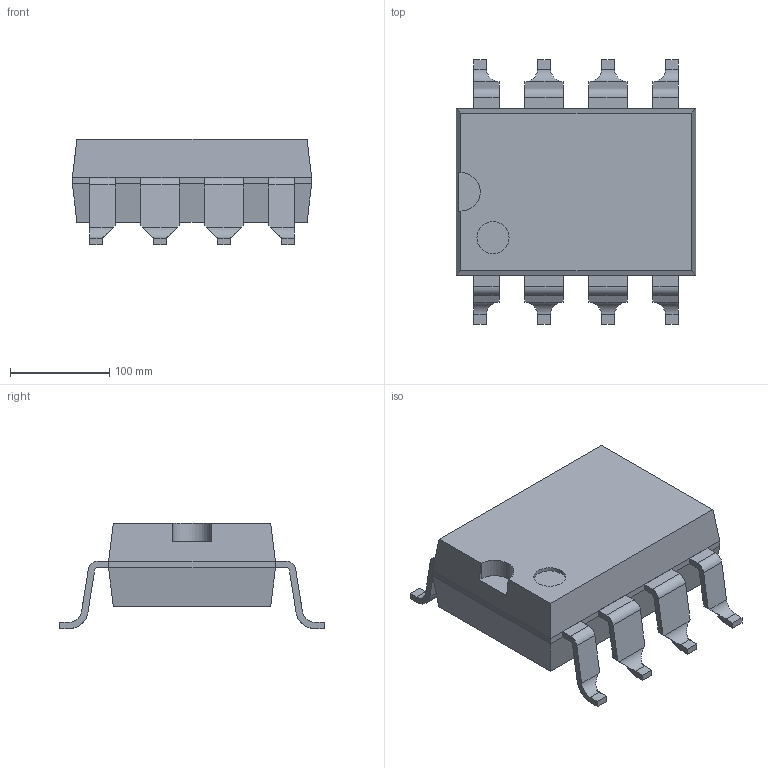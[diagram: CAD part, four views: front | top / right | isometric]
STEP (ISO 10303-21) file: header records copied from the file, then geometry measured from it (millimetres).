
FILE_DESCRIPTION (( 'STEP AP214' ), '1' );
FILE_NAME ('User Library-8-DUB.STEP', '2013-03-19T14:15:38', ( 'Windows User' ), ( '' ), 'SwSTEP 2.0', 'SolidWorks 2013', '' );
FILE_SCHEMA (( 'AUTOMOTIVE_DESIGN' ));
Length unit declared in the file: inch
Products named in the file (12): User Library-8-DUB_Imported_11; User Library-8-DUB_Imported_10; User Library-8-DUB_Imported_9; User Library-8-DUB_Imported_8; User Library-8-DUB_Imported_7; User Library-8-DUB_Imported_6; User Library-8-DUB_Imported_5; User Library-8-DUB_Imported_4; User Library-8-DUB_Imported_3; User Library-8-DUB_Imported_2; User Library-8-DUB_Imported; User Library-8-DUB
Assembly tree (11 placements, depth 2):
  User Library-8-DUB
    User Library-8-DUB_Imported
    User Library-8-DUB_Imported_2
    User Library-8-DUB_Imported_3
    User Library-8-DUB_Imported_4
    User Library-8-DUB_Imported_5
    User Library-8-DUB_Imported_6
    User Library-8-DUB_Imported_7
    User Library-8-DUB_Imported_8
    User Library-8-DUB_Imported_9
    User Library-8-DUB_Imported_10
    User Library-8-DUB_Imported_11
Bounding box: 241.3 x 266.7 x 106.7 mm (x, y, z)
Volume: 3368367.9 mm3; surface area: 357674.1 mm2
Topology: 11 solids, 11 shells, 161 faces, 412 edges, 274 vertices
Faces by surface type: plane 126, cylinder 35
Entity records: 5402 total; most frequent: CARTESIAN_POINT 933, ORIENTED_EDGE 824, DIRECTION 796, EDGE_CURVE 412, VECTOR 330, LINE 330, VERTEX_POINT 274, AXIS2_PLACEMENT_3D 233
